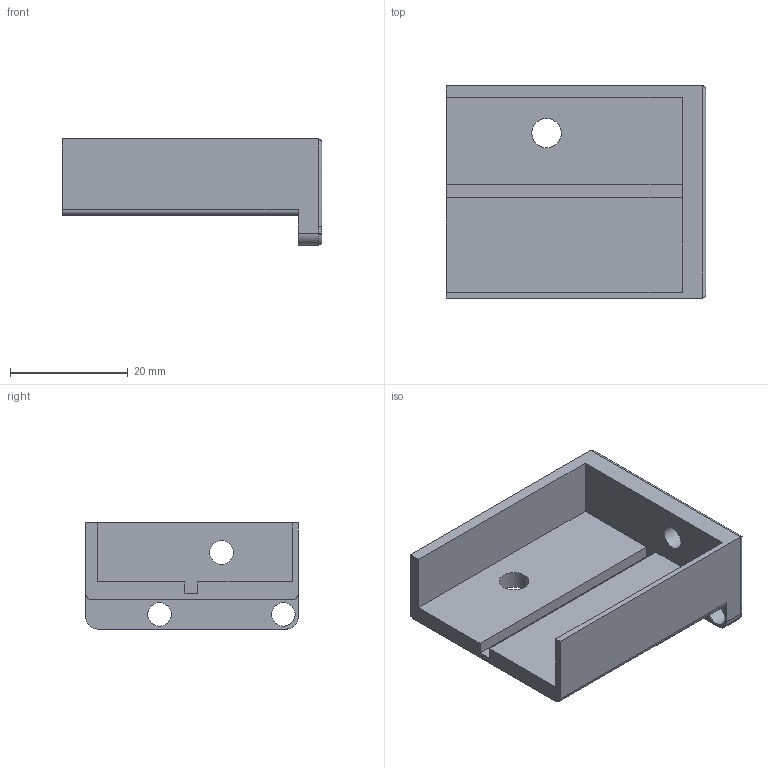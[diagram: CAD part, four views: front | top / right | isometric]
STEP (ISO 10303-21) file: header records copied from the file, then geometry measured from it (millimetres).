
FILE_DESCRIPTION(/* description */ (''),/* implementation_level */ '2;1');
FILE_NAME(/* name */ 'peep gear house.step',/* time_stamp */ '2020-12-18T16:36:17+06:00',/* author */ (''),/* organization */ (''),/* preprocessor_version */ 'ST-DEVELOPER v18.1',/* originating_system */ 'Autodesk Translation Framework v9.7.1.1290',/* authorisation */ '');
FILE_SCHEMA (('AUTOMOTIVE_DESIGN { 1 0 10303 214 3 1 1 }'));
Length unit declared in the file: millimetre
Products named in the file (1): peep gear house
Bounding box: 44 x 36 x 18 mm (x, y, z)
Volume: 7665.8 mm3; surface area: 6617.2 mm2
Topology: 1 solids, 1 shells, 35 faces, 95 edges, 60 vertices
Faces by surface type: plane 17, cylinder 14, torus 4
Full cylindrical faces by diameter (mm): 4 x3, 5 x1
Entity records: 1174 total; most frequent: CARTESIAN_POINT 217, DIRECTION 195, ORIENTED_EDGE 190, EDGE_CURVE 95, AXIS2_PLACEMENT_3D 69, VERTEX_POINT 60, LINE 57, VECTOR 57
